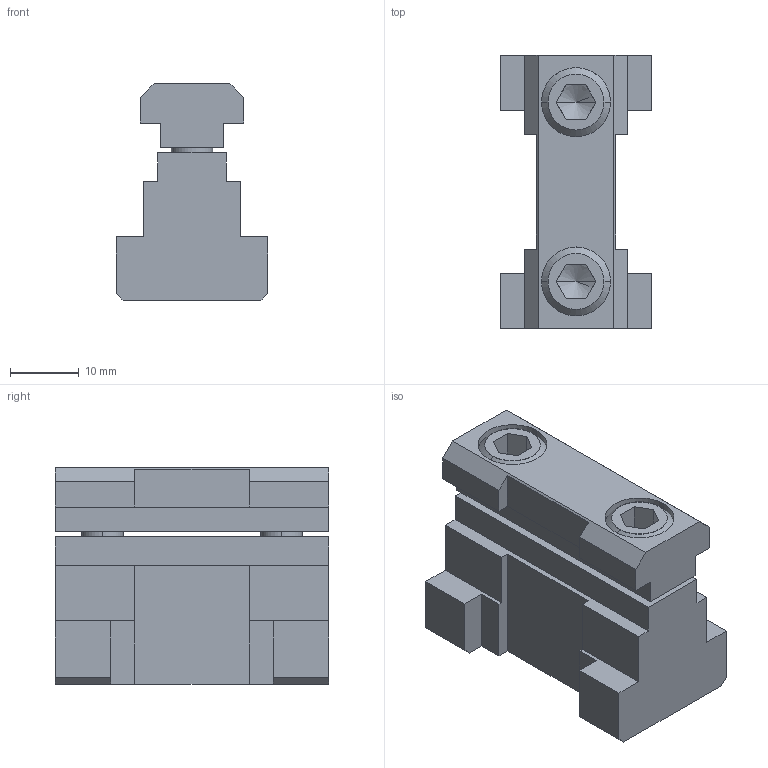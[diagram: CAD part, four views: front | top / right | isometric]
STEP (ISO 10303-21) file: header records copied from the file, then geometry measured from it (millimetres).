
FILE_DESCRIPTION(('STEP AP214'),'1');
FILE_NAME(' ',' ',('TraceParts'),('TraceParts S.A.'),'XStep 1.0',' ',' ');
FILE_SCHEMA(('automotive_design'));
Length unit declared in the file: millimetre
Products named in the file (1): 1
Bounding box: 22 x 39.6 x 31.4 mm (x, y, z)
Volume: 15682.3 mm3; surface area: 6133.8 mm2
Topology: 1 solids, 1 shells, 92 faces, 246 edges, 158 vertices
Faces by surface type: plane 72, cylinder 12, cone 8
Entity records: 5542 total; most frequent: CARTESIAN_POINT 517, STYLED_ITEM 493, PRESENTATION_STYLE_ASSIGNMENT 493, COLOUR_RGB 493, ORIENTED_EDGE 484, DIRECTION 440, EDGE_CURVE 242, CURVE_STYLE 242
